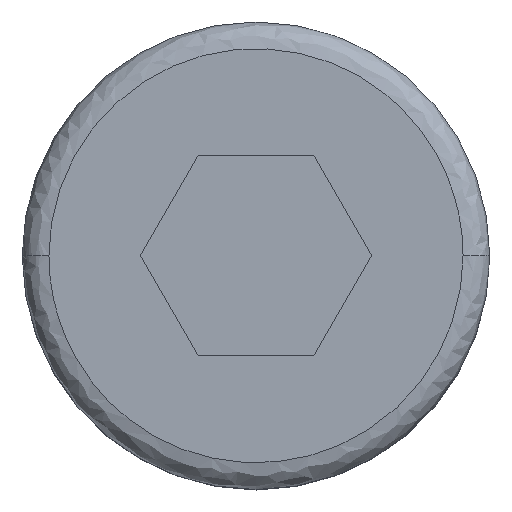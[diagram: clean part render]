
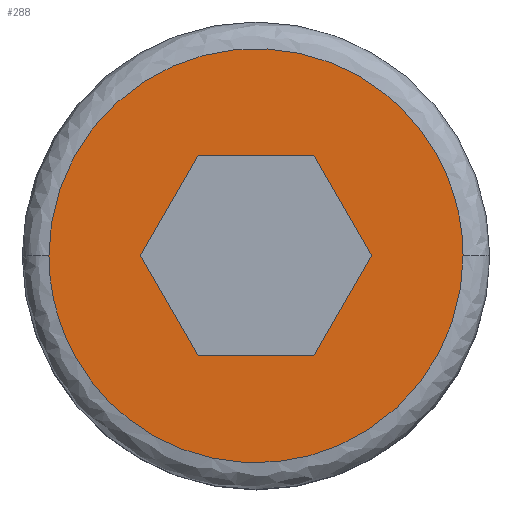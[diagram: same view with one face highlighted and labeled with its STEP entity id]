
A CAD part, top view. The second image highlights one B-rep face of the part: STEP entity #288.
In plain terms, the highlighted planar face has unit normal (0, 0, 1).
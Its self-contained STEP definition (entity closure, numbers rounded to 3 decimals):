
#1 = ORIENTED_EDGE ( 'NONE', *, *, #517, .T. ) ;
#13 = VERTEX_POINT ( 'NONE', #477 ) ;
#19 = ORIENTED_EDGE ( 'NONE', *, *, #349, .F. ) ;
#20 = DIRECTION ( 'NONE',  ( 0.5, -0.866, 0. ) ) ;
#27 = VECTOR ( 'NONE', #270, 1000. ) ;
#42 = LINE ( 'NONE', #223, #173 ) ;
#49 =( BOUNDED_CURVE ( )  B_SPLINE_CURVE ( 3, ( #468, #411, #143, #622 ),
 .UNSPECIFIED., .F., .F. ) 
 B_SPLINE_CURVE_WITH_KNOTS ( ( 4, 4 ),
 ( 0.5, 1. ),
 .UNSPECIFIED. ) 
 CURVE ( )  GEOMETRIC_REPRESENTATION_ITEM ( )  RATIONAL_B_SPLINE_CURVE ( ( 1., 0.333, 0.333, 1. ) ) 
 REPRESENTATION_ITEM ( '' )  );
#56 = CARTESIAN_POINT ( 'NONE',  ( 0., 1.5, 4. ) ) ;
#60 = LINE ( 'NONE', #236, #451 ) ;
#71 = CARTESIAN_POINT ( 'NONE',  ( 1.299, 0.75, 4. ) ) ;
#102 = EDGE_CURVE ( 'NONE', #621, #444, #560, .T. ) ;
#109 = CARTESIAN_POINT ( 'NONE',  ( -0.866, 1.5, 4. ) ) ;
#124 = EDGE_LOOP ( 'NONE', ( #587, #19 ) ) ;
#133 = PLANE ( 'NONE',  #145 ) ;
#134 = DIRECTION ( 'NONE',  ( 1., 0., 0. ) ) ;
#140 =( BOUNDED_CURVE ( )  B_SPLINE_CURVE ( 3, ( #224, #602, #599, #500 ),
 .UNSPECIFIED., .F., .F. ) 
 B_SPLINE_CURVE_WITH_KNOTS ( ( 4, 4 ),
 ( 0., 0.5 ),
 .UNSPECIFIED. ) 
 CURVE ( )  GEOMETRIC_REPRESENTATION_ITEM ( )  RATIONAL_B_SPLINE_CURVE ( ( 1., 0.333, 0.333, 1. ) ) 
 REPRESENTATION_ITEM ( '' )  );
#143 = CARTESIAN_POINT ( 'NONE',  ( 3.1, 6.2, 4. ) ) ;
#145 = AXIS2_PLACEMENT_3D ( 'NONE', #298, #660, #134 ) ;
#148 = ORIENTED_EDGE ( 'NONE', *, *, #282, .T. ) ;
#151 = EDGE_CURVE ( 'NONE', #543, #588, #585, .T. ) ;
#160 = ORIENTED_EDGE ( 'NONE', *, *, #661, .T. ) ;
#173 = VECTOR ( 'NONE', #591, 1000. ) ;
#176 = VECTOR ( 'NONE', #578, 1000. ) ;
#223 = CARTESIAN_POINT ( 'NONE',  ( 0., -1.5, 4. ) ) ;
#224 = CARTESIAN_POINT ( 'NONE',  ( 3.1, 0., 4. ) ) ;
#228 = FACE_OUTER_BOUND ( 'NONE', #124, .T. ) ;
#235 = LINE ( 'NONE', #56, #176 ) ;
#236 = CARTESIAN_POINT ( 'NONE',  ( -1.299, -0.75, 4. ) ) ;
#241 = CARTESIAN_POINT ( 'NONE',  ( 1.299, -0.75, 4. ) ) ;
#244 = EDGE_CURVE ( 'NONE', #430, #13, #140, .T. ) ;
#267 = CARTESIAN_POINT ( 'NONE',  ( 1.732, 0., 4. ) ) ;
#269 = CARTESIAN_POINT ( 'NONE',  ( 0.866, 1.5, 4. ) ) ;
#270 = DIRECTION ( 'NONE',  ( 0.5, 0.866, 0. ) ) ;
#272 = VECTOR ( 'NONE', #20, 1000. ) ;
#282 = EDGE_CURVE ( 'NONE', #444, #590, #313, .T. ) ;
#288 = ADVANCED_FACE ( 'NONE', ( #228, #521 ), #133, .T. ) ;
#298 = CARTESIAN_POINT ( 'NONE',  ( 1.55, 0., 4. ) ) ;
#300 = VECTOR ( 'NONE', #616, 1000. ) ;
#313 = LINE ( 'NONE', #241, #300 ) ;
#314 = CARTESIAN_POINT ( 'NONE',  ( -1.732, 0., 4. ) ) ;
#349 = EDGE_CURVE ( 'NONE', #13, #430, #49, .T. ) ;
#380 = CARTESIAN_POINT ( 'NONE',  ( -0.866, -1.5, 4. ) ) ;
#411 = CARTESIAN_POINT ( 'NONE',  ( -3.1, 6.2, 4. ) ) ;
#430 = VERTEX_POINT ( 'NONE', #530 ) ;
#442 = VERTEX_POINT ( 'NONE', #380 ) ;
#444 = VERTEX_POINT ( 'NONE', #267 ) ;
#451 = VECTOR ( 'NONE', #548, 1000. ) ;
#468 = CARTESIAN_POINT ( 'NONE',  ( -3.1, 0., 4. ) ) ;
#477 = CARTESIAN_POINT ( 'NONE',  ( -3.1, 0., 4. ) ) ;
#480 = CARTESIAN_POINT ( 'NONE',  ( -1.732, 0., 4. ) ) ;
#500 = CARTESIAN_POINT ( 'NONE',  ( -3.1, 0., 4. ) ) ;
#501 = ORIENTED_EDGE ( 'NONE', *, *, #102, .T. ) ;
#517 = EDGE_CURVE ( 'NONE', #588, #621, #235, .T. ) ;
#521 = FACE_BOUND ( 'NONE', #525, .T. ) ;
#525 = EDGE_LOOP ( 'NONE', ( #160, #606, #1, #501, #148, #604 ) ) ;
#530 = CARTESIAN_POINT ( 'NONE',  ( 3.1, 0., 4. ) ) ;
#540 = CARTESIAN_POINT ( 'NONE',  ( 0.866, -1.5, 4. ) ) ;
#543 = VERTEX_POINT ( 'NONE', #314 ) ;
#548 = DIRECTION ( 'NONE',  ( -0.5, 0.866, 0. ) ) ;
#560 = LINE ( 'NONE', #71, #272 ) ;
#578 = DIRECTION ( 'NONE',  ( 1., 0., 0. ) ) ;
#585 = LINE ( 'NONE', #480, #27 ) ;
#587 = ORIENTED_EDGE ( 'NONE', *, *, #244, .F. ) ;
#588 = VERTEX_POINT ( 'NONE', #109 ) ;
#590 = VERTEX_POINT ( 'NONE', #540 ) ;
#591 = DIRECTION ( 'NONE',  ( -1., 0., 0. ) ) ;
#599 = CARTESIAN_POINT ( 'NONE',  ( -3.1, -6.2, 4. ) ) ;
#602 = CARTESIAN_POINT ( 'NONE',  ( 3.1, -6.2, 4. ) ) ;
#604 = ORIENTED_EDGE ( 'NONE', *, *, #626, .T. ) ;
#606 = ORIENTED_EDGE ( 'NONE', *, *, #151, .T. ) ;
#616 = DIRECTION ( 'NONE',  ( -0.5, -0.866, 0. ) ) ;
#621 = VERTEX_POINT ( 'NONE', #269 ) ;
#622 = CARTESIAN_POINT ( 'NONE',  ( 3.1, 0., 4. ) ) ;
#626 = EDGE_CURVE ( 'NONE', #590, #442, #42, .T. ) ;
#660 = DIRECTION ( 'NONE',  ( 0., 0., 1. ) ) ;
#661 = EDGE_CURVE ( 'NONE', #442, #543, #60, .T. ) ;
